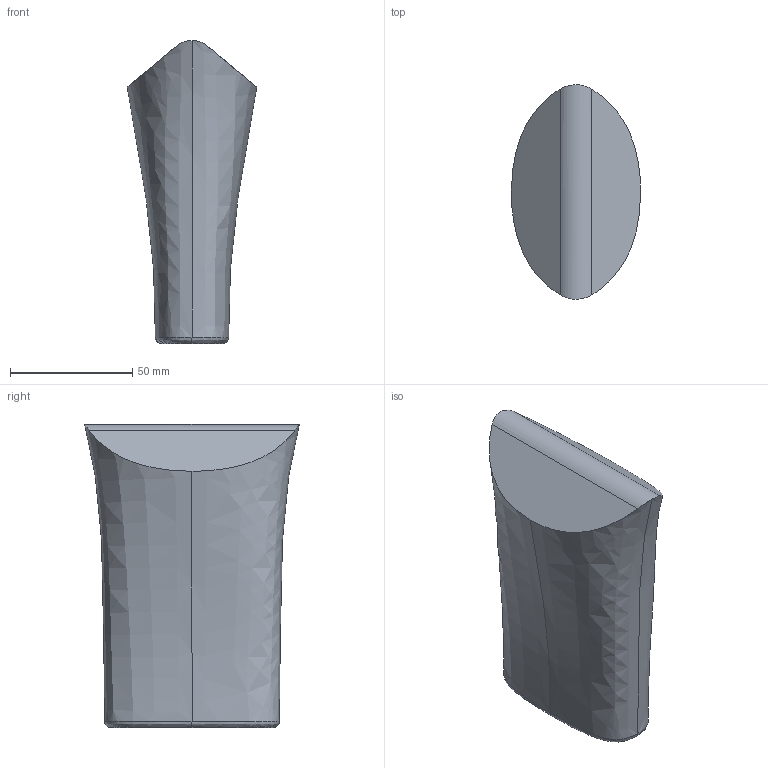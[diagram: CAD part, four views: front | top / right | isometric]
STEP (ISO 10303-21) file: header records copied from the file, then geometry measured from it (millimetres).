
FILE_DESCRIPTION((''),'2;1');
FILE_NAME('CAUDAL_VOL','2023-04-19T16:10:34',('apm49'),(''),'CREO PARAMETRIC BY PTC INC, 2022164','CREO PARAMETRIC BY PTC INC, 2022164','');
FILE_SCHEMA(('CONFIG_CONTROL_DESIGN'));
Length unit declared in the file: millimetre
Products named in the file (1): CAUDAL_VOL
Bounding box: 52.94 x 87.85 x 124 mm (x, y, z)
Volume: 293232.1 mm3; surface area: 27354.6 mm2
Topology: 1 solids, 1 shells, 12 faces, 26 edges, 16 vertices
Faces by surface type: bspline 8, plane 3, cylinder 1
Entity records: 2028 total; most frequent: CARTESIAN_POINT 1790, ORIENTED_EDGE 52, EDGE_CURVE 26, B_SPLINE_CURVE_WITH_KNOTS 20, DIRECTION 18, VERTEX_POINT 16, EDGE_LOOP 12, FACE_OUTER_BOUND 12
